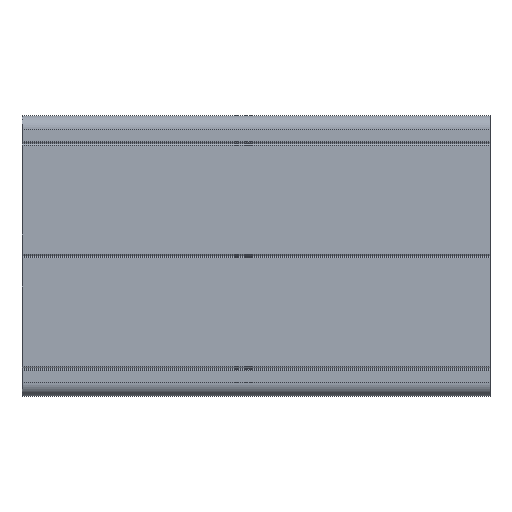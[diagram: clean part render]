
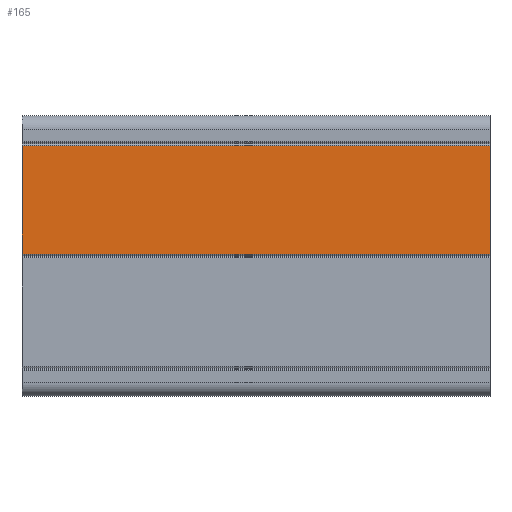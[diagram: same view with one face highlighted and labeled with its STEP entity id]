
A CAD part, top view. The second image highlights one B-rep face of the part: STEP entity #165.
In plain terms, the highlighted planar face has unit normal (0, 0, 1).
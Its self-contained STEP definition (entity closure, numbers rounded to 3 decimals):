
#165=ADVANCED_FACE('',(#286),#287,.F.);
#286=FACE_OUTER_BOUND('',#514,.T.);
#287=PLANE('',#515);
#514=EDGE_LOOP('',(#772,#773,#774,#775));
#515=AXIS2_PLACEMENT_3D('',#776,#777,#778);
#772=ORIENTED_EDGE('',*,*,#1763,.F.);
#773=ORIENTED_EDGE('',*,*,#1764,.F.);
#774=ORIENTED_EDGE('',*,*,#1765,.F.);
#775=ORIENTED_EDGE('',*,*,#1761,.T.);
#776=CARTESIAN_POINT('',(50000.0,12.0,30.0));
#777=DIRECTION('',(0.0,0.,-1.0));
#778=DIRECTION('',(0.0,1.0,0.));
#1761=EDGE_CURVE('',#2110,#2108,#2111,.T.);
#1763=EDGE_CURVE('',#2113,#2108,#2114,.T.);
#1764=EDGE_CURVE('',#2115,#2113,#2116,.T.);
#1765=EDGE_CURVE('',#2110,#2115,#2117,.T.);
#2108=VERTEX_POINT('',#2680);
#2110=VERTEX_POINT('',#2682);
#2111=LINE('',#2683,#2684);
#2113=VERTEX_POINT('',#2686);
#2114=LINE('',#2687,#2688);
#2115=VERTEX_POINT('',#2689);
#2116=LINE('',#2690,#2691);
#2117=LINE('',#2692,#2693);
#2680=CARTESIAN_POINT('',(-50.,23.6,30.0));
#2682=CARTESIAN_POINT('',(50.,23.6,30.0));
#2683=CARTESIAN_POINT('',(50000.0,23.6,30.0));
#2684=VECTOR('',#3441,1.0);
#2686=CARTESIAN_POINT('',(-50.,0.4,30.0));
#2687=CARTESIAN_POINT('',(-50.,12.0,30.0));
#2688=VECTOR('',#3445,1.0);
#2689=CARTESIAN_POINT('',(50.,0.4,30.0));
#2690=CARTESIAN_POINT('',(50000.0,0.4,30.0));
#2691=VECTOR('',#3446,1.0);
#2692=CARTESIAN_POINT('',(50.,12.0,30.0));
#2693=VECTOR('',#3447,1.0);
#3441=DIRECTION('',(-1.0,0.0,0.0));
#3445=DIRECTION('',(0.0,1.0,0.));
#3446=DIRECTION('',(-1.0,0.0,0.0));
#3447=DIRECTION('',(0.0,-1.0,0.));
